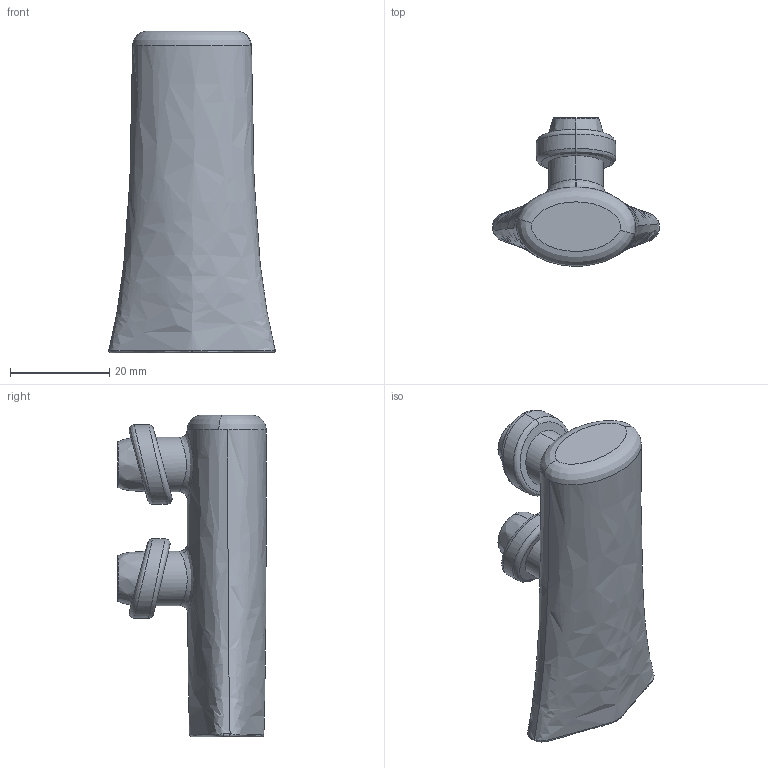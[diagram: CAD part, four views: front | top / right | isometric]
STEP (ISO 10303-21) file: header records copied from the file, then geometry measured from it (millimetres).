
FILE_DESCRIPTION (( 'STEP AP214' ), '1' );
FILE_NAME ('Mask Adapter.STEP', '2022-12-07T13:50:15', ( '' ), ( '' ), 'SwSTEP 2.0', 'SolidWorks 2022', '' );
FILE_SCHEMA (( 'AUTOMOTIVE_DESIGN' ));
Length unit declared in the file: millimetre
Products named in the file (1): Mask Adapter
Bounding box: 33.62 x 30 x 65 mm (x, y, z)
Volume: 7817.1 mm3; surface area: 10472.2 mm2
Topology: 1 solids, 1 shells, 75 faces, 171 edges, 104 vertices
Faces by surface type: bspline 38, torus 16, cylinder 12, plane 9
Entity records: 12677 total; most frequent: CARTESIAN_POINT 11237, ORIENTED_EDGE 342, DIRECTION 228, EDGE_CURVE 171, AXIS2_PLACEMENT_3D 108, VERTEX_POINT 104, EDGE_LOOP 85, FACE_OUTER_BOUND 75
